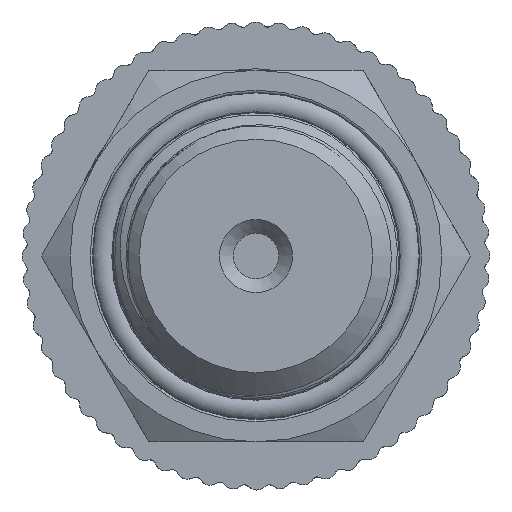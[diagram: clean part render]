
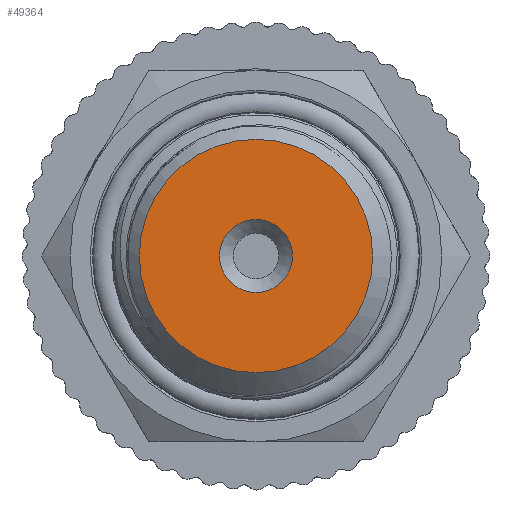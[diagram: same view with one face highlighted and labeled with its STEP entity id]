
A CAD part, left-side view. The second image highlights one B-rep face of the part: STEP entity #49364.
In plain terms, the highlighted planar face has unit normal (-1, 0, 0).
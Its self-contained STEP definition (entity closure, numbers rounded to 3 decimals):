
#546=PLANE('',#52002);
#2989=FACE_BOUND('',#6045,.T.);
#3348=FACE_OUTER_BOUND('',#6044,.T.);
#6044=EDGE_LOOP('',(#34460));
#6045=EDGE_LOOP('',(#34461));
#8517=CIRCLE('',#51966,8.478);
#8535=CIRCLE('',#52001,2.65);
#20258=VERTEX_POINT('',#80087);
#20277=VERTEX_POINT('',#83024);
#25727=EDGE_CURVE('',#20258,#20258,#8517,.T.);
#25764=EDGE_CURVE('',#20277,#20277,#8535,.T.);
#34460=ORIENTED_EDGE('',*,*,#25727,.T.);
#34461=ORIENTED_EDGE('',*,*,#25764,.T.);
#49364=ADVANCED_FACE('',(#3348,#2989),#546,.T.);
#51966=AXIS2_PLACEMENT_3D('',#80089,#56649,#56650);
#52001=AXIS2_PLACEMENT_3D('',#83026,#56725,#56726);
#52002=AXIS2_PLACEMENT_3D('',#83027,#56727,#56728);
#56649=DIRECTION('center_axis',(-1.,0.,0.));
#56650=DIRECTION('ref_axis',(0.,1.,0.));
#56725=DIRECTION('center_axis',(1.,0.,0.));
#56726=DIRECTION('ref_axis',(0.,0.,-1.));
#56727=DIRECTION('center_axis',(-1.,0.,0.));
#56728=DIRECTION('ref_axis',(0.,0.,1.));
#80087=CARTESIAN_POINT('',(-61.,-8.478,0.));
#80089=CARTESIAN_POINT('Origin',(-61.,0.,0.));
#83024=CARTESIAN_POINT('',(-61.,-2.65,0.));
#83026=CARTESIAN_POINT('Origin',(-61.,0.,0.));
#83027=CARTESIAN_POINT('Origin',(-61.,10.478,0.));
